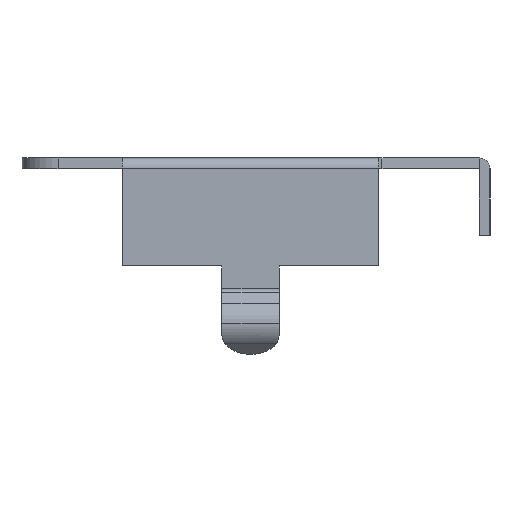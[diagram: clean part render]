
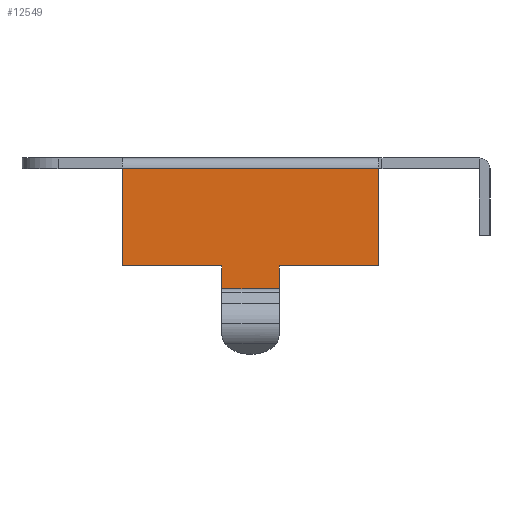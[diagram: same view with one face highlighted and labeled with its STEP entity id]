
A CAD part, left-side view. The second image highlights one B-rep face of the part: STEP entity #12549.
In plain terms, the highlighted planar face has unit normal (-1, 0, 0).
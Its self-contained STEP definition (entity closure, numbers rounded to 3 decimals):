
#90 = CARTESIAN_POINT ( 'NONE',  ( -6.6, 0.8, -3. ) ) ;
#176 = VECTOR ( 'NONE', #353, 1000. ) ;
#214 = LINE ( 'NONE', #8759, #10935 ) ;
#353 = DIRECTION ( 'NONE',  ( 0., 1., 0. ) ) ;
#922 = LINE ( 'NONE', #5800, #3053 ) ;
#939 = CARTESIAN_POINT ( 'NONE',  ( -6.6, 3.565, -3. ) ) ;
#1294 = AXIS2_PLACEMENT_3D ( 'NONE', #15311, #4515, #9394 ) ;
#1615 = EDGE_CURVE ( 'NONE', #14746, #3141, #214, .T. ) ;
#1952 = PLANE ( 'NONE',  #1294 ) ;
#2475 = LINE ( 'NONE', #7354, #4493 ) ;
#2903 = EDGE_CURVE ( 'NONE', #5454, #14746, #11819, .T. ) ;
#3053 = VECTOR ( 'NONE', #10642, 1000. ) ;
#3141 = VERTEX_POINT ( 'NONE', #13580 ) ;
#3388 = VECTOR ( 'NONE', #5813, 1000. ) ;
#3607 = VERTEX_POINT ( 'NONE', #8474 ) ;
#3626 = CARTESIAN_POINT ( 'NONE',  ( -6.6, 0.8, -3.634 ) ) ;
#4084 = CARTESIAN_POINT ( 'NONE',  ( -6.6, 0.8, -3. ) ) ;
#4118 = CARTESIAN_POINT ( 'NONE',  ( -6.6, 3.565, -0.3 ) ) ;
#4267 = EDGE_CURVE ( 'NONE', #13063, #15405, #6426, .T. ) ;
#4360 = EDGE_CURVE ( 'NONE', #3607, #5454, #13433, .T. ) ;
#4441 = CARTESIAN_POINT ( 'NONE',  ( -6.6, 3.565, -0.3 ) ) ;
#4493 = VECTOR ( 'NONE', #12141, 1000. ) ;
#4515 = DIRECTION ( 'NONE',  ( -1., 0., 0. ) ) ;
#4741 = EDGE_CURVE ( 'NONE', #11351, #15405, #2475, .T. ) ;
#4967 = DIRECTION ( 'NONE',  ( 0., 0., -1. ) ) ;
#5286 = VERTEX_POINT ( 'NONE', #3626 ) ;
#5454 = VERTEX_POINT ( 'NONE', #10375 ) ;
#5800 = CARTESIAN_POINT ( 'NONE',  ( -6.6, -0.8, -3.634 ) ) ;
#5813 = DIRECTION ( 'NONE',  ( 0., 1., 0. ) ) ;
#6273 = CARTESIAN_POINT ( 'NONE',  ( -6.6, -3.565, 7.136 ) ) ;
#6426 = LINE ( 'NONE', #11242, #176 ) ;
#6860 = ORIENTED_EDGE ( 'NONE', *, *, #1615, .F. ) ;
#7354 = CARTESIAN_POINT ( 'NONE',  ( -6.6, 3.565, 7.136 ) ) ;
#7462 = ORIENTED_EDGE ( 'NONE', *, *, #2903, .F. ) ;
#8362 = VECTOR ( 'NONE', #4967, 1000. ) ;
#8474 = CARTESIAN_POINT ( 'NONE',  ( -6.6, -3.565, -0.3 ) ) ;
#8759 = CARTESIAN_POINT ( 'NONE',  ( -6.6, -0.8, -3. ) ) ;
#9237 = FACE_OUTER_BOUND ( 'NONE', #14534, .T. ) ;
#9314 = DIRECTION ( 'NONE',  ( 0., 1., 0. ) ) ;
#9355 = EDGE_CURVE ( 'NONE', #3607, #11351, #15245, .T. ) ;
#9394 = DIRECTION ( 'NONE',  ( 0., -1., 0. ) ) ;
#9627 = EDGE_CURVE ( 'NONE', #13063, #5286, #10998, .T. ) ;
#10214 = ORIENTED_EDGE ( 'NONE', *, *, #9355, .T. ) ;
#10375 = CARTESIAN_POINT ( 'NONE',  ( -6.6, -3.565, -3. ) ) ;
#10476 = ORIENTED_EDGE ( 'NONE', *, *, #9627, .T. ) ;
#10619 = ORIENTED_EDGE ( 'NONE', *, *, #14882, .F. ) ;
#10642 = DIRECTION ( 'NONE',  ( 0., 1., 0. ) ) ;
#10890 = ORIENTED_EDGE ( 'NONE', *, *, #4267, .F. ) ;
#10935 = VECTOR ( 'NONE', #13498, 1000. ) ;
#10998 = LINE ( 'NONE', #90, #8362 ) ;
#11104 = DIRECTION ( 'NONE',  ( 0., 0., -1. ) ) ;
#11242 = CARTESIAN_POINT ( 'NONE',  ( -6.6, 3.565, -3. ) ) ;
#11351 = VERTEX_POINT ( 'NONE', #4118 ) ;
#11496 = CARTESIAN_POINT ( 'NONE',  ( -6.6, -0.8, -3. ) ) ;
#11710 = ORIENTED_EDGE ( 'NONE', *, *, #4360, .F. ) ;
#11819 = LINE ( 'NONE', #939, #3388 ) ;
#11858 = VECTOR ( 'NONE', #9314, 1000. ) ;
#12141 = DIRECTION ( 'NONE',  ( 0., 0., -1. ) ) ;
#12239 = CARTESIAN_POINT ( 'NONE',  ( -6.6, 3.565, -3. ) ) ;
#12549 = ADVANCED_FACE ( 'NONE', ( #9237 ), #1952, .T. ) ;
#13063 = VERTEX_POINT ( 'NONE', #4084 ) ;
#13433 = LINE ( 'NONE', #6273, #13776 ) ;
#13467 = ORIENTED_EDGE ( 'NONE', *, *, #4741, .T. ) ;
#13498 = DIRECTION ( 'NONE',  ( 0., 0., -1. ) ) ;
#13580 = CARTESIAN_POINT ( 'NONE',  ( -6.6, -0.8, -3.634 ) ) ;
#13776 = VECTOR ( 'NONE', #11104, 1000. ) ;
#14534 = EDGE_LOOP ( 'NONE', ( #11710, #10214, #13467, #10890, #10476, #10619, #6860, #7462 ) ) ;
#14746 = VERTEX_POINT ( 'NONE', #11496 ) ;
#14882 = EDGE_CURVE ( 'NONE', #3141, #5286, #922, .T. ) ;
#15245 = LINE ( 'NONE', #4441, #11858 ) ;
#15311 = CARTESIAN_POINT ( 'NONE',  ( -6.6, 3.565, 7.136 ) ) ;
#15405 = VERTEX_POINT ( 'NONE', #12239 ) ;
